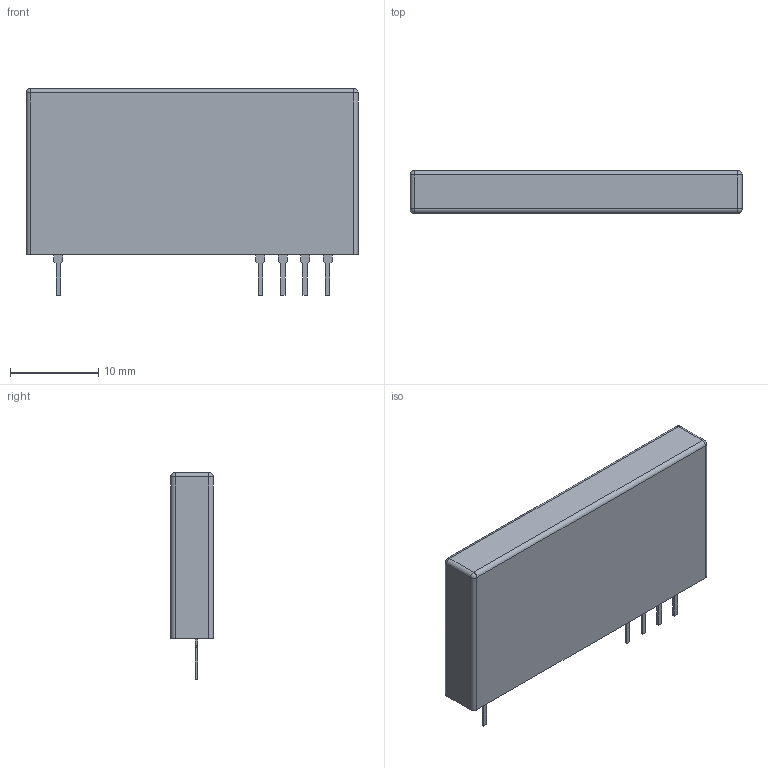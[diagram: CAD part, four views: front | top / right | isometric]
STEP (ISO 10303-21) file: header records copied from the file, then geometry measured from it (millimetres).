
FILE_DESCRIPTION((''),'2;1');
FILE_NAME('DCDC_EMCO_SIP100.stp','2013-11-05T13:30:15',(''),(''),'Mechanical Desktop 2011','Mechanical Desktop 2011',', , ');
FILE_SCHEMA(('AUTOMOTIVE_DESIGN { 1 2 10303 214 1 1 1 1 }'));
Length unit declared in the file: millimetre
Products named in the file (1): Product
Bounding box: 37.56 x 4.82 x 23.41 mm (x, y, z)
Volume: 3400.3 mm3; surface area: 1963.1 mm2
Topology: 6 solids, 6 shells, 68 faces, 160 edges, 100 vertices
Faces by surface type: bspline 50, cylinder 8, plane 6, sphere 4
Entity records: 1927 total; most frequent: CARTESIAN_POINT 475, ORIENTED_EDGE 312, DIRECTION 210, EDGE_CURVE 156, VECTOR 140, LINE 140, VERTEX_POINT 100, EDGE_LOOP 68
